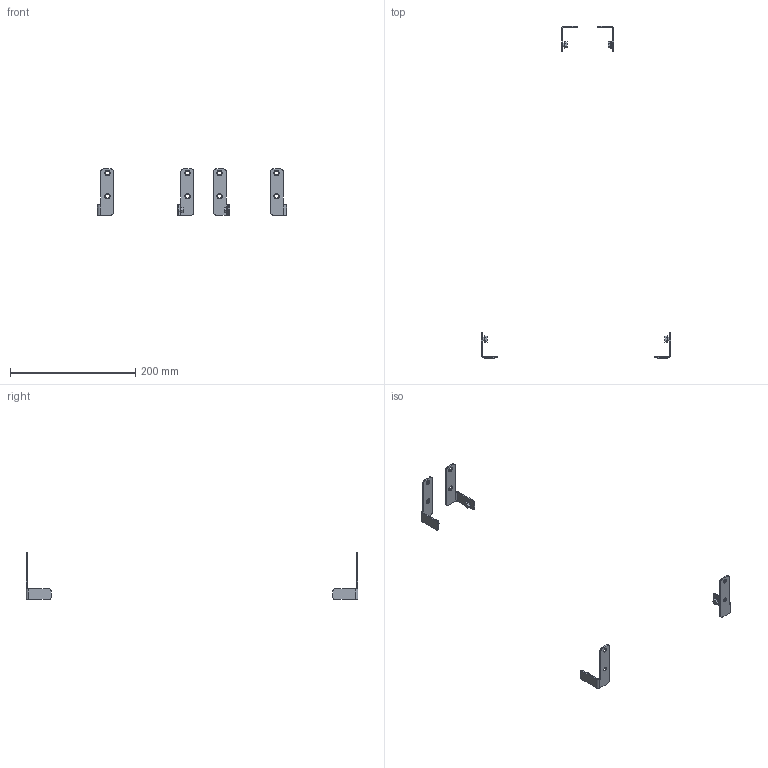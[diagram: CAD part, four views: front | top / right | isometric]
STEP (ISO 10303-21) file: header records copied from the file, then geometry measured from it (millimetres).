
FILE_DESCRIPTION(/* description */ (''),/* implementation_level */ '2;1');
FILE_NAME(/* name */ '3D_200-2662-04.sat.ipt.stp',/* time_stamp */ '2022-08-09T16:50:47+02:00',/* author */ (''),/* organization */ (''),/* preprocessor_version */ 'ST-DEVELOPER v18.1',/* originating_system */ 'Autodesk Inventor 2021',/* authorisation */ '');
FILE_SCHEMA (('CONFIG_CONTROL_DESIGN'));
Length unit declared in the file: millimetre
Products named in the file (1): 3D_200-2662-04.sat
Bounding box: 301.8 x 530 x 75 mm (x, y, z)
Volume: 18883.1 mm3; surface area: 21298.9 mm2
Topology: 4 solids, 4 shells, 144 faces, 340 edges, 216 vertices
Faces by surface type: plane 88, cylinder 48, cone 8
Full cylindrical faces by diameter (mm): 5.6 x4, 6.5 x8, 12 x4
Entity records: 4352 total; most frequent: DIRECTION 742, CARTESIAN_POINT 701, ORIENTED_EDGE 680, EDGE_CURVE 340, AXIS2_PLACEMENT_3D 257, LINE 228, VECTOR 228, VERTEX_POINT 216
